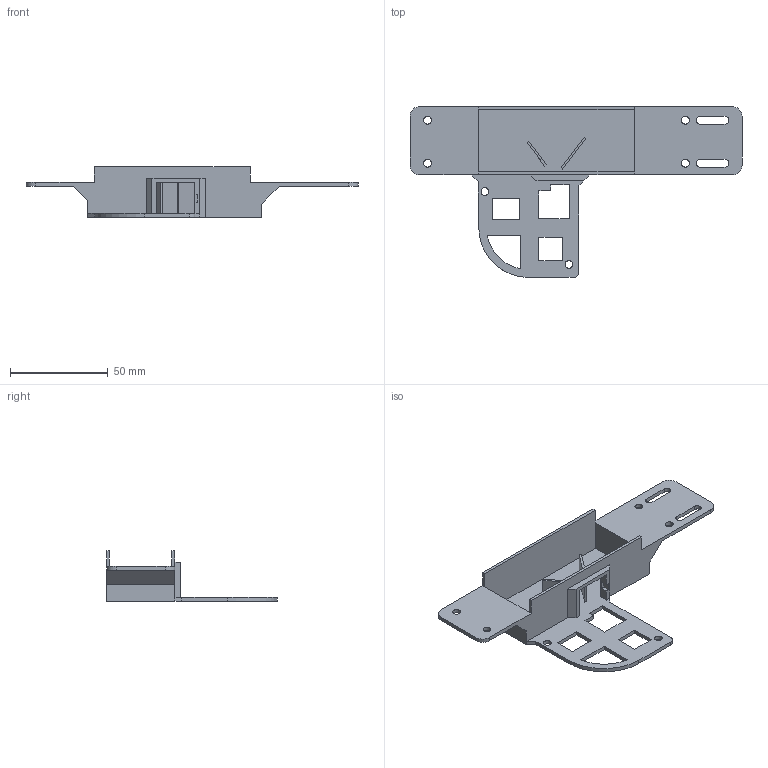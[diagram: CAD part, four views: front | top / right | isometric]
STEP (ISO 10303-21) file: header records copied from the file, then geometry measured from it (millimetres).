
FILE_DESCRIPTION(('HOOPS Exchange Step'),'2;1');
FILE_NAME('temp_export','2023-12-15T21:15:56+08:00',('mobile'),('Shapr3D Limited'),'HOOPS Exchange 2023.2','Shapr3D','Authorized');
FILE_SCHEMA( ('AUTOMOTIVE_DESIGN { 1 0 10303 214 1 1 1 1 }') );
Length unit declared in the file: millimetre
Products named in the file (1): root
Bounding box: 170 x 87.5 x 26 mm (x, y, z)
Volume: 28901.5 mm3; surface area: 27691.4 mm2
Topology: 1 solids, 1 shells, 89 faces, 259 edges, 172 vertices
Faces by surface type: plane 72, cylinder 17
Full cylindrical faces by diameter (mm): 3.95 x2, 4 x4
Entity records: 2989 total; most frequent: CARTESIAN_POINT 521, ORIENTED_EDGE 518, DIRECTION 475, EDGE_CURVE 259, VECTOR 223, LINE 223, VERTEX_POINT 172, AXIS2_PLACEMENT_3D 126
